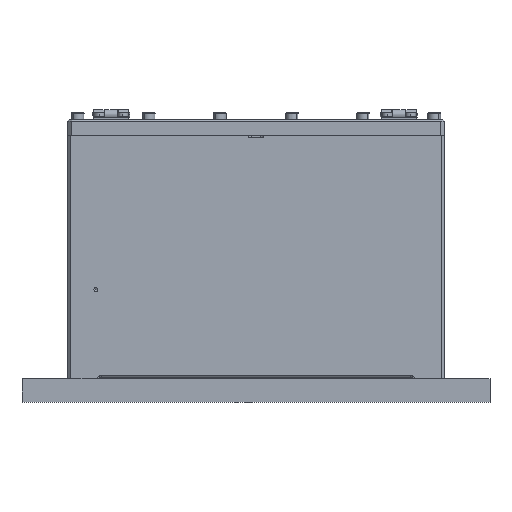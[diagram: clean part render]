
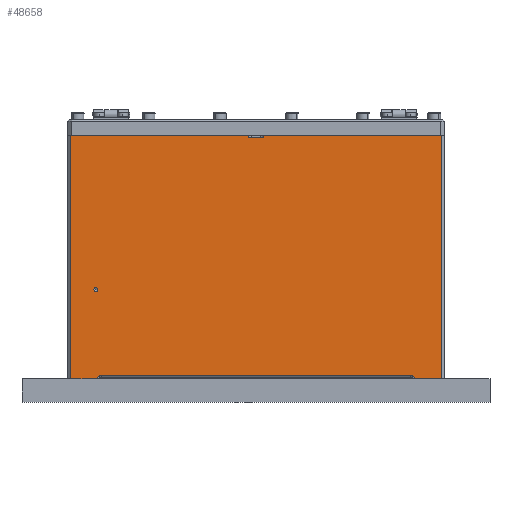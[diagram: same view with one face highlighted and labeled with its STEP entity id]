
A CAD part, left-side view. The second image highlights one B-rep face of the part: STEP entity #48658.
In plain terms, the highlighted planar face has unit normal (-1, 0, 0).
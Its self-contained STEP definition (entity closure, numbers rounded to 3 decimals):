
#152 = ORIENTED_EDGE ( 'NONE', *, *, #25494, .T. ) ;
#195 = FACE_BOUND ( 'NONE', #38974, .T. ) ;
#538 = CARTESIAN_POINT ( 'NONE',  ( -180., 236., -43. ) ) ;
#613 = EDGE_CURVE ( 'NONE', #48378, #10537, #64522, .T. ) ;
#2392 = DIRECTION ( 'NONE',  ( 0., 0., 1. ) ) ;
#2663 = VECTOR ( 'NONE', #52683, 1000. ) ;
#4059 = DIRECTION ( 'NONE',  ( 0., 0., 1. ) ) ;
#5084 = ORIENTED_EDGE ( 'NONE', *, *, #17370, .F. ) ;
#6267 = VERTEX_POINT ( 'NONE', #21027 ) ;
#6329 = VECTOR ( 'NONE', #49432, 1000. ) ;
#7145 = EDGE_CURVE ( 'NONE', #47537, #76065, #59949, .T. ) ;
#7682 = DIRECTION ( 'NONE',  ( 0., 0., 1. ) ) ;
#7923 = LINE ( 'NONE', #60322, #22968 ) ;
#8932 = EDGE_CURVE ( 'NONE', #57354, #44516, #57885, .T. ) ;
#10385 = ORIENTED_EDGE ( 'NONE', *, *, #58266, .F. ) ;
#10537 = VERTEX_POINT ( 'NONE', #78068 ) ;
#10875 = VECTOR ( 'NONE', #71678, 1000. ) ;
#11499 = ORIENTED_EDGE ( 'NONE', *, *, #7145, .F. ) ;
#12420 = CARTESIAN_POINT ( 'NONE',  ( -180., 236., -2.5 ) ) ;
#13337 = CARTESIAN_POINT ( 'NONE',  ( -180., 201.899, -312.5 ) ) ;
#13849 = CARTESIAN_POINT ( 'NONE',  ( -180., 240., -43. ) ) ;
#14144 = VECTOR ( 'NONE', #19624, 1000. ) ;
#15246 = CIRCLE ( 'NONE', #69123, 5. ) ;
#17370 = EDGE_CURVE ( 'NONE', #76065, #47537, #63257, .T. ) ;
#18182 = CIRCLE ( 'NONE', #38203, 5. ) ;
#19528 = VERTEX_POINT ( 'NONE', #59364 ) ;
#19624 = DIRECTION ( 'NONE',  ( 0., -1., 0. ) ) ;
#20134 = CARTESIAN_POINT ( 'NONE',  ( -180., 240., -312.5 ) ) ;
#20872 = DIRECTION ( 'NONE',  ( -1., 0., 0. ) ) ;
#21027 = CARTESIAN_POINT ( 'NONE',  ( -180., 197., -308.5 ) ) ;
#21311 = EDGE_CURVE ( 'NONE', #73757, #78199, #53909, .T. ) ;
#22968 = VECTOR ( 'NONE', #60590, 1000. ) ;
#24010 = ORIENTED_EDGE ( 'NONE', *, *, #67417, .F. ) ;
#24296 = ORIENTED_EDGE ( 'NONE', *, *, #8932, .F. ) ;
#24962 = EDGE_CURVE ( 'NONE', #78199, #32705, #40263, .T. ) ;
#25494 = EDGE_CURVE ( 'NONE', #6267, #50924, #79979, .T. ) ;
#30111 = CARTESIAN_POINT ( 'NONE',  ( -180., 203.958, -196.474 ) ) ;
#31274 = AXIS2_PLACEMENT_3D ( 'NONE', #13849, #45876, #7682 ) ;
#31374 = DIRECTION ( 'NONE',  ( 1., 0., 0. ) ) ;
#32177 = FACE_OUTER_BOUND ( 'NONE', #34108, .T. ) ;
#32705 = VERTEX_POINT ( 'NONE', #63413 ) ;
#33523 = CARTESIAN_POINT ( 'NONE',  ( -180., 10., -5.5 ) ) ;
#34108 = EDGE_LOOP ( 'NONE', ( #50794, #10385, #60905, #24010, #49378, #75777, #63780, #152, #65698, #24296, #53115, #71201 ) ) ;
#36407 = EDGE_CURVE ( 'NONE', #57354, #32705, #7923, .T. ) ;
#38179 = DIRECTION ( 'NONE',  ( -1., 0., 0. ) ) ;
#38203 = AXIS2_PLACEMENT_3D ( 'NONE', #80291, #42228, #4059 ) ;
#38829 = CARTESIAN_POINT ( 'NONE',  ( -180., 240., -312.5 ) ) ;
#38974 = EDGE_LOOP ( 'NONE', ( #11499, #5084 ) ) ;
#40263 = LINE ( 'NONE', #55783, #6329 ) ;
#42228 = DIRECTION ( 'NONE',  ( 1., 0., 0. ) ) ;
#42511 = CARTESIAN_POINT ( 'NONE',  ( -180., -201.899, -312.5 ) ) ;
#43440 = CARTESIAN_POINT ( 'NONE',  ( -180., 236., -2.5 ) ) ;
#44516 = VERTEX_POINT ( 'NONE', #42511 ) ;
#45876 = DIRECTION ( 'NONE',  ( -1., 0., 0. ) ) ;
#47180 = VECTOR ( 'NONE', #77658, 1000. ) ;
#47537 = VERTEX_POINT ( 'NONE', #30111 ) ;
#47646 = VECTOR ( 'NONE', #75214, 1000. ) ;
#47972 = CARTESIAN_POINT ( 'NONE',  ( -180., 203.958, -201.474 ) ) ;
#48098 = EDGE_CURVE ( 'NONE', #59985, #10537, #51090, .T. ) ;
#48378 = VERTEX_POINT ( 'NONE', #43440 ) ;
#48658 = ADVANCED_FACE ( 'NONE', ( #32177, #195 ), #51952, .T. ) ;
#48915 = EDGE_CURVE ( 'NONE', #59985, #6267, #18182, .T. ) ;
#49378 = ORIENTED_EDGE ( 'NONE', *, *, #613, .T. ) ;
#49432 = DIRECTION ( 'NONE',  ( 0., -1., 0. ) ) ;
#49816 = CARTESIAN_POINT ( 'NONE',  ( -180., -236., -312.5 ) ) ;
#50794 = ORIENTED_EDGE ( 'NONE', *, *, #21311, .F. ) ;
#50924 = VERTEX_POINT ( 'NONE', #76606 ) ;
#51090 = LINE ( 'NONE', #20134, #47180 ) ;
#51313 = DIRECTION ( 'NONE',  ( 0., -1., 0. ) ) ;
#51952 = PLANE ( 'NONE',  #31274 ) ;
#52131 = DIRECTION ( 'NONE',  ( 0., 1., 0. ) ) ;
#52683 = DIRECTION ( 'NONE',  ( 0., 0., 1. ) ) ;
#53115 = ORIENTED_EDGE ( 'NONE', *, *, #36407, .T. ) ;
#53168 = EDGE_CURVE ( 'NONE', #77073, #19528, #70431, .T. ) ;
#53909 = LINE ( 'NONE', #59147, #70885 ) ;
#55783 = CARTESIAN_POINT ( 'NONE',  ( -180., 236., -2.5 ) ) ;
#56215 = EDGE_CURVE ( 'NONE', #50924, #44516, #15246, .T. ) ;
#57354 = VERTEX_POINT ( 'NONE', #49816 ) ;
#57885 = LINE ( 'NONE', #38829, #70860 ) ;
#57986 = CARTESIAN_POINT ( 'NONE',  ( -180., -10., -5.5 ) ) ;
#58266 = EDGE_CURVE ( 'NONE', #77073, #73757, #64931, .T. ) ;
#58872 = CARTESIAN_POINT ( 'NONE',  ( -180., 203.958, -198.974 ) ) ;
#59147 = CARTESIAN_POINT ( 'NONE',  ( -180., -10., -5.5 ) ) ;
#59364 = CARTESIAN_POINT ( 'NONE',  ( -180., 10., -2.5 ) ) ;
#59949 = CIRCLE ( 'NONE', #66885, 2.5 ) ;
#59985 = VERTEX_POINT ( 'NONE', #13337 ) ;
#60322 = CARTESIAN_POINT ( 'NONE',  ( -180., -236., -43. ) ) ;
#60590 = DIRECTION ( 'NONE',  ( 0., 0., 1. ) ) ;
#60905 = ORIENTED_EDGE ( 'NONE', *, *, #53168, .T. ) ;
#61322 = CARTESIAN_POINT ( 'NONE',  ( -180., 10., -5.5 ) ) ;
#62179 = CARTESIAN_POINT ( 'NONE',  ( -180., -10., -2.5 ) ) ;
#63066 = VECTOR ( 'NONE', #51313, 1000. ) ;
#63257 = CIRCLE ( 'NONE', #75024, 2.5 ) ;
#63413 = CARTESIAN_POINT ( 'NONE',  ( -180., -236., -2.5 ) ) ;
#63623 = LINE ( 'NONE', #12420, #10875 ) ;
#63780 = ORIENTED_EDGE ( 'NONE', *, *, #48915, .T. ) ;
#64522 = LINE ( 'NONE', #538, #47646 ) ;
#64931 = LINE ( 'NONE', #70241, #14144 ) ;
#65342 = DIRECTION ( 'NONE',  ( 0., 0., 1. ) ) ;
#65698 = ORIENTED_EDGE ( 'NONE', *, *, #56215, .T. ) ;
#66885 = AXIS2_PLACEMENT_3D ( 'NONE', #58872, #20872, #65342 ) ;
#67417 = EDGE_CURVE ( 'NONE', #48378, #19528, #63623, .T. ) ;
#69123 = AXIS2_PLACEMENT_3D ( 'NONE', #69451, #31374, #75823 ) ;
#69451 = CARTESIAN_POINT ( 'NONE',  ( -180., -197., -313.5 ) ) ;
#70241 = CARTESIAN_POINT ( 'NONE',  ( -180., 10., -5.5 ) ) ;
#70302 = CARTESIAN_POINT ( 'NONE',  ( -180., -197., -308.5 ) ) ;
#70431 = LINE ( 'NONE', #33523, #2663 ) ;
#70860 = VECTOR ( 'NONE', #52131, 1000. ) ;
#70885 = VECTOR ( 'NONE', #2392, 1000. ) ;
#71201 = ORIENTED_EDGE ( 'NONE', *, *, #24962, .F. ) ;
#71678 = DIRECTION ( 'NONE',  ( 0., -1., 0. ) ) ;
#73757 = VERTEX_POINT ( 'NONE', #57986 ) ;
#75024 = AXIS2_PLACEMENT_3D ( 'NONE', #76261, #38179, #82603 ) ;
#75214 = DIRECTION ( 'NONE',  ( 0., 0., -1. ) ) ;
#75777 = ORIENTED_EDGE ( 'NONE', *, *, #48098, .F. ) ;
#75823 = DIRECTION ( 'NONE',  ( 0., 0., 1. ) ) ;
#76065 = VERTEX_POINT ( 'NONE', #47972 ) ;
#76261 = CARTESIAN_POINT ( 'NONE',  ( -180., 203.958, -198.974 ) ) ;
#76606 = CARTESIAN_POINT ( 'NONE',  ( -180., -197., -308.5 ) ) ;
#77073 = VERTEX_POINT ( 'NONE', #61322 ) ;
#77658 = DIRECTION ( 'NONE',  ( 0., 1., 0. ) ) ;
#78068 = CARTESIAN_POINT ( 'NONE',  ( -180., 236., -312.5 ) ) ;
#78199 = VERTEX_POINT ( 'NONE', #62179 ) ;
#79979 = LINE ( 'NONE', #70302, #63066 ) ;
#80291 = CARTESIAN_POINT ( 'NONE',  ( -180., 197., -313.5 ) ) ;
#82603 = DIRECTION ( 'NONE',  ( 0., 0., 1. ) ) ;
